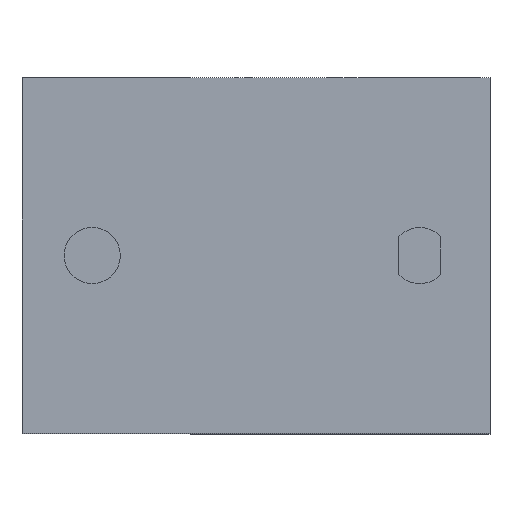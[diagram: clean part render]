
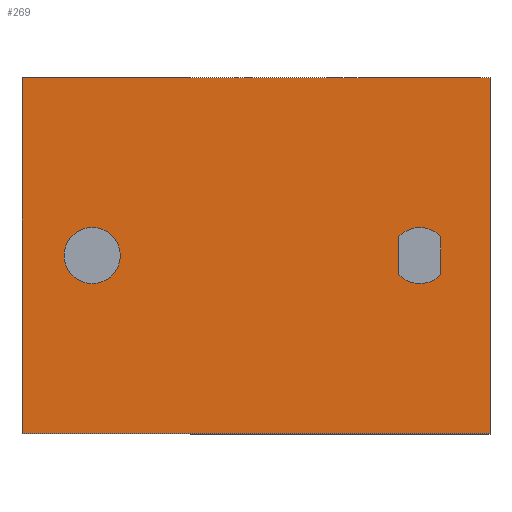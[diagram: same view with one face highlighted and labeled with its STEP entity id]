
A CAD part, top view. The second image highlights one B-rep face of the part: STEP entity #269.
In plain terms, the highlighted planar face has unit normal (0, 0, 1).
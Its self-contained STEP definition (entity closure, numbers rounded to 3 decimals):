
#88=PLANE('',#926);
#110=LINE('',#1466,#178);
#113=LINE('',#1474,#181);
#149=LINE('',#1576,#217);
#158=LINE('',#1592,#226);
#164=LINE('',#1607,#232);
#165=LINE('',#1609,#233);
#178=VECTOR('',#1003,1.);
#181=VECTOR('',#1012,1.);
#217=VECTOR('',#1106,1.);
#226=VECTOR('',#1117,1.);
#232=VECTOR('',#1135,1.);
#233=VECTOR('',#1138,1.);
#269=ADVANCED_FACE('',(#350,#351,#352),#88,.T.);
#309=CIRCLE('',#884,6.);
#310=CIRCLE('',#887,6.);
#312=CIRCLE('',#892,6.);
#350=FACE_BOUND('',#413,.T.);
#351=FACE_BOUND('',#414,.T.);
#352=FACE_BOUND('',#415,.T.);
#413=EDGE_LOOP('',(#613,#614,#615,#616));
#414=EDGE_LOOP('',(#617));
#415=EDGE_LOOP('',(#618,#619,#620,#621));
#613=ORIENTED_EDGE('',*,*,#765,.T.);
#614=ORIENTED_EDGE('',*,*,#763,.T.);
#615=ORIENTED_EDGE('',*,*,#761,.T.);
#616=ORIENTED_EDGE('',*,*,#758,.T.);
#617=ORIENTED_EDGE('',*,*,#767,.F.);
#618=ORIENTED_EDGE('',*,*,#822,.F.);
#619=ORIENTED_EDGE('',*,*,#831,.F.);
#620=ORIENTED_EDGE('',*,*,#813,.T.);
#621=ORIENTED_EDGE('',*,*,#830,.T.);
#675=VERTEX_POINT('',#1461);
#676=VERTEX_POINT('',#1462);
#677=VERTEX_POINT('',#1467);
#678=VERTEX_POINT('',#1471);
#680=VERTEX_POINT('',#1480);
#715=VERTEX_POINT('',#1575);
#716=VERTEX_POINT('',#1577);
#721=VERTEX_POINT('',#1591);
#722=VERTEX_POINT('',#1593);
#758=EDGE_CURVE('',#675,#676,#309,.T.);
#761=EDGE_CURVE('',#677,#675,#110,.T.);
#763=EDGE_CURVE('',#678,#677,#310,.T.);
#765=EDGE_CURVE('',#676,#678,#113,.T.);
#767=EDGE_CURVE('',#680,#680,#312,.T.);
#813=EDGE_CURVE('',#716,#715,#149,.T.);
#822=EDGE_CURVE('',#721,#722,#158,.T.);
#830=EDGE_CURVE('',#715,#722,#164,.T.);
#831=EDGE_CURVE('',#716,#721,#165,.T.);
#884=AXIS2_PLACEMENT_3D('',#1460,#997,#998);
#887=AXIS2_PLACEMENT_3D('',#1470,#1007,#1008);
#892=AXIS2_PLACEMENT_3D('',#1479,#1019,#1020);
#926=AXIS2_PLACEMENT_3D('',#1610,#1139,#1140);
#997=DIRECTION('',(0.,0.,-1.));
#998=DIRECTION('',(0.,1.,0.));
#1003=DIRECTION('',(0.,-1.,0.));
#1007=DIRECTION('',(0.,0.,-1.));
#1008=DIRECTION('',(0.,-1.,0.));
#1012=DIRECTION('',(0.,1.,0.));
#1019=DIRECTION('',(0.,0.,1.));
#1020=DIRECTION('',(1.,0.,0.));
#1106=DIRECTION('',(1.,0.,0.));
#1117=DIRECTION('',(1.,0.,0.));
#1135=DIRECTION('',(0.,1.,0.));
#1138=DIRECTION('',(0.,1.,0.));
#1139=DIRECTION('',(0.,0.,1.));
#1140=DIRECTION('',(-1.,0.,0.));
#1460=CARTESIAN_POINT('',(70.,0.,0.));
#1461=CARTESIAN_POINT('',(74.5,-3.969,0.));
#1462=CARTESIAN_POINT('',(65.5,-3.969,0.));
#1466=CARTESIAN_POINT('',(74.5,-3.969,0.));
#1467=CARTESIAN_POINT('',(74.5,3.969,0.));
#1470=CARTESIAN_POINT('',(70.,0.,0.));
#1471=CARTESIAN_POINT('',(65.5,3.969,0.));
#1474=CARTESIAN_POINT('',(65.5,-3.969,0.));
#1479=CARTESIAN_POINT('',(0.,0.,
0.));
#1480=CARTESIAN_POINT('',(6.,0.,0.));
#1575=CARTESIAN_POINT('',(85.,-38.,0.));
#1576=CARTESIAN_POINT('',(-15.,-38.,0.));
#1577=CARTESIAN_POINT('',(-15.,-38.,0.));
#1591=CARTESIAN_POINT('',(-15.,38.,0.));
#1592=CARTESIAN_POINT('',(-15.,38.,0.));
#1593=CARTESIAN_POINT('',(85.,38.,0.));
#1607=CARTESIAN_POINT('',(85.,-38.,0.));
#1609=CARTESIAN_POINT('',(-15.,-38.,0.));
#1610=CARTESIAN_POINT('',(-15.,-38.,0.));
